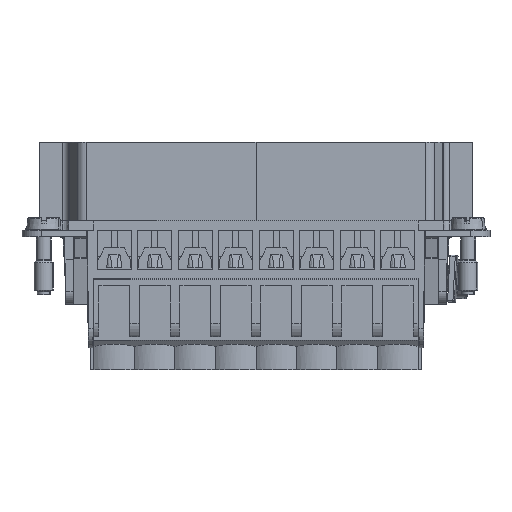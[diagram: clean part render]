
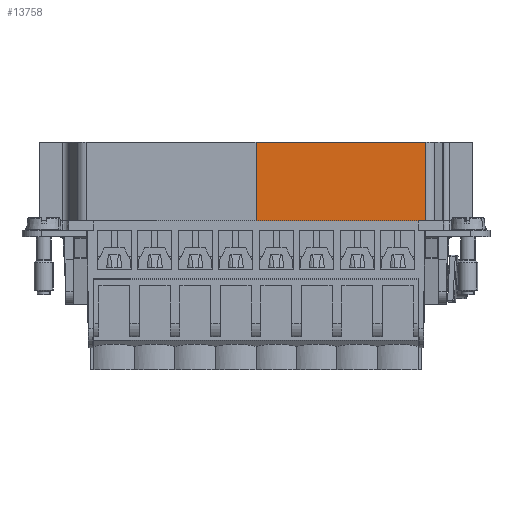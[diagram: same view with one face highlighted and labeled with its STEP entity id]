
A CAD part, left-side view. The second image highlights one B-rep face of the part: STEP entity #13758.
In plain terms, the highlighted planar face has unit normal (-1, 0, 0).
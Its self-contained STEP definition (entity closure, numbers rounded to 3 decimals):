
#13730=AXIS2_PLACEMENT_3D('Plane Axis2P3D',#13727,#13728,#13729) ;
#4059=CARTESIAN_POINT('Vertex',(0.7,36.4,35.35)) ;
#4062=CARTESIAN_POINT('Line Origine',(0.7,23.193,35.35)) ;
#4066=CARTESIAN_POINT('Vertex',(0.7,9.987,35.35)) ;
#13708=CARTESIAN_POINT('Line Origine',(0.7,9.987,29.25)) ;
#13712=CARTESIAN_POINT('Vertex',(0.7,9.987,23.15)) ;
#13727=CARTESIAN_POINT('Axis2P3D Location',(0.7,36.4,23.15)) ;
#13732=CARTESIAN_POINT('Line Origine',(0.7,36.4,29.25)) ;
#13736=CARTESIAN_POINT('Vertex',(0.7,36.4,23.15)) ;
#13739=CARTESIAN_POINT('Line Origine',(0.7,23.8,23.15)) ;
#13743=CARTESIAN_POINT('Vertex',(0.7,11.2,23.15)) ;
#13746=CARTESIAN_POINT('Line Origine',(0.7,10.593,23.15)) ;
#4063=DIRECTION('Vector Direction',(0.,-1.,0.)) ;
#13709=DIRECTION('Vector Direction',(0.,0.,1.)) ;
#13728=DIRECTION('Axis2P3D Direction',(1.,0.,0.)) ;
#13729=DIRECTION('Axis2P3D XDirection',(0.,1.,0.)) ;
#13733=DIRECTION('Vector Direction',(0.,0.,1.)) ;
#13740=DIRECTION('Vector Direction',(0.,-1.,0.)) ;
#13747=DIRECTION('Vector Direction',(0.,-1.,0.)) ;
#4064=VECTOR('Line Direction',#4063,1.) ;
#13710=VECTOR('Line Direction',#13709,1.) ;
#13734=VECTOR('Line Direction',#13733,1.) ;
#13741=VECTOR('Line Direction',#13740,1.) ;
#13748=VECTOR('Line Direction',#13747,1.) ;
#13752=ORIENTED_EDGE('',*,*,#13714,.T.) ;
#13753=ORIENTED_EDGE('',*,*,#4068,.F.) ;
#13754=ORIENTED_EDGE('',*,*,#13738,.F.) ;
#13755=ORIENTED_EDGE('',*,*,#13745,.T.) ;
#13756=ORIENTED_EDGE('',*,*,#13750,.T.) ;
#13758=ADVANCED_FACE('Hauptk\X2\00F6\X0\rper',(#13757),#13731,.F.) ;
#4068=EDGE_CURVE('',#4060,#4067,#4065,.T.) ;
#13714=EDGE_CURVE('',#13713,#4067,#13711,.T.) ;
#13738=EDGE_CURVE('',#13737,#4060,#13735,.T.) ;
#13745=EDGE_CURVE('',#13737,#13744,#13742,.T.) ;
#13750=EDGE_CURVE('',#13744,#13713,#13749,.T.) ;
#13751=EDGE_LOOP('',(#13752,#13753,#13754,#13755,#13756)) ;
#13757=FACE_OUTER_BOUND('',#13751,.T.) ;
#4065=LINE('Line',#4062,#4064) ;
#13711=LINE('Line',#13708,#13710) ;
#13735=LINE('Line',#13732,#13734) ;
#13742=LINE('Line',#13739,#13741) ;
#13749=LINE('Line',#13746,#13748) ;
#13731=PLANE('',#13730) ;
#4060=VERTEX_POINT('',#4059) ;
#4067=VERTEX_POINT('',#4066) ;
#13713=VERTEX_POINT('',#13712) ;
#13737=VERTEX_POINT('',#13736) ;
#13744=VERTEX_POINT('',#13743) ;
